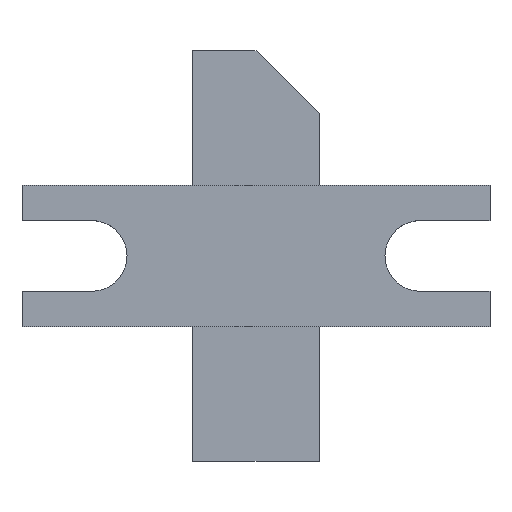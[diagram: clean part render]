
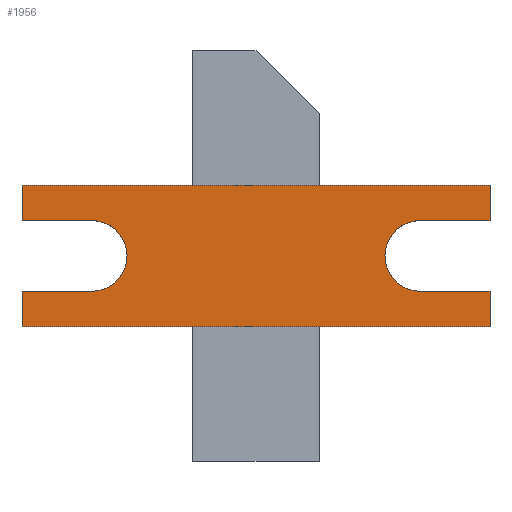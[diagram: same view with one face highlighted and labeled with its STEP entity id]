
A CAD part, top view. The second image highlights one B-rep face of the part: STEP entity #1956.
In plain terms, the highlighted planar face has unit normal (0, 0, 1).
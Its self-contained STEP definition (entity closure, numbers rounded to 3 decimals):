
#1956=ADVANCED_FACE('',(#3378),#3380,.T.);
#3378=FACE_BOUND('',#3379,.T.);
#3379=EDGE_LOOP('',(#4832,#4833,#4834,#4835,#4836,#4837,#4838,#4839,#4840,#4841,
#4842,#4843));
#3380=PLANE('',#3381);
#3381=AXIS2_PLACEMENT_3D('',#3382,#3383,#3384);
#3382=CARTESIAN_POINT('',(0.,0.,1.6));
#3383=DIRECTION('',(0.,0.,1.));
#3384=DIRECTION('',(-1.,0.,0.));
#4832=ORIENTED_EDGE('',*,*,#5404,.T.);
#4833=ORIENTED_EDGE('',*,*,#5402,.T.);
#4834=ORIENTED_EDGE('',*,*,#5424,.T.);
#4835=ORIENTED_EDGE('',*,*,#5422,.T.);
#4836=ORIENTED_EDGE('',*,*,#5420,.T.);
#4837=ORIENTED_EDGE('',*,*,#5418,.T.);
#4838=ORIENTED_EDGE('',*,*,#5416,.T.);
#4839=ORIENTED_EDGE('',*,*,#5414,.T.);
#4840=ORIENTED_EDGE('',*,*,#5412,.T.);
#4841=ORIENTED_EDGE('',*,*,#5410,.T.);
#4842=ORIENTED_EDGE('',*,*,#5408,.T.);
#4843=ORIENTED_EDGE('',*,*,#5406,.T.);
#5402=EDGE_CURVE('',#6356,#6354,#6357,.T.);
#5404=EDGE_CURVE('',#6359,#6356,#6360,.T.);
#5406=EDGE_CURVE('',#6362,#6359,#6363,.T.);
#5408=EDGE_CURVE('',#6365,#6362,#6366,.T.);
#5410=EDGE_CURVE('',#6368,#6365,#6369,.T.);
#5412=EDGE_CURVE('',#6371,#6368,#6372,.T.);
#5414=EDGE_CURVE('',#6374,#6371,#6375,.T.);
#5416=EDGE_CURVE('',#6377,#6374,#6378,.T.);
#5418=EDGE_CURVE('',#6380,#6377,#6381,.T.);
#5420=EDGE_CURVE('',#6383,#6380,#6384,.T.);
#5422=EDGE_CURVE('',#6386,#6383,#6387,.T.);
#5424=EDGE_CURVE('',#6354,#6386,#6389,.T.);
#6354=VERTEX_POINT('',#8465);
#6356=VERTEX_POINT('',#8469);
#6357=LINE('',#8470,#8471);
#6359=VERTEX_POINT('',#8476);
#6360=LINE('',#8477,#8478);
#6362=VERTEX_POINT('',#8483);
#6363=LINE('',#8484,#8485);
#6365=VERTEX_POINT('',#8490);
#6366=CIRCLE('',#8491,1.55);
#6368=VERTEX_POINT('',#8498);
#6369=LINE('',#8499,#8500);
#6371=VERTEX_POINT('',#8505);
#6372=LINE('',#8506,#8507);
#6374=VERTEX_POINT('',#8512);
#6375=LINE('',#8513,#8514);
#6377=VERTEX_POINT('',#8519);
#6378=LINE('',#8520,#8521);
#6380=VERTEX_POINT('',#8526);
#6381=LINE('',#8527,#8528);
#6383=VERTEX_POINT('',#8533);
#6384=CIRCLE('',#8534,1.55);
#6386=VERTEX_POINT('',#8541);
#6387=LINE('',#8542,#8543);
#6389=LINE('',#8548,#8549);
#8465=CARTESIAN_POINT('',(10.25,-3.1,1.6));
#8469=CARTESIAN_POINT('',(-10.25,-3.1,1.6));
#8470=CARTESIAN_POINT('',(-10.25,-3.1,1.6));
#8471=VECTOR('',#8472,1.);
#8472=DIRECTION('',(1.,0.,0.));
#8476=CARTESIAN_POINT('',(-10.25,-1.55,1.6));
#8477=CARTESIAN_POINT('',(-10.25,-1.55,1.6));
#8478=VECTOR('',#8479,1.);
#8479=DIRECTION('',(0.,-1.,0.));
#8483=CARTESIAN_POINT('',(-7.2,-1.55,1.6));
#8484=CARTESIAN_POINT('',(-7.2,-1.55,1.6));
#8485=VECTOR('',#8486,1.);
#8486=DIRECTION('',(-1.,0.,0.));
#8490=CARTESIAN_POINT('',(-7.2,1.55,1.6));
#8491=AXIS2_PLACEMENT_3D('',#8492,#8493,#8494);
#8492=CARTESIAN_POINT('',(-7.2,0.,1.6));
#8493=DIRECTION('',(0.,0.,-1.));
#8494=DIRECTION('',(0.,1.,0.));
#8498=CARTESIAN_POINT('',(-10.25,1.55,1.6));
#8499=CARTESIAN_POINT('',(-10.25,1.55,1.6));
#8500=VECTOR('',#8501,1.);
#8501=DIRECTION('',(1.,0.,0.));
#8505=CARTESIAN_POINT('',(-10.25,3.1,1.6));
#8506=CARTESIAN_POINT('',(-10.25,3.1,1.6));
#8507=VECTOR('',#8508,1.);
#8508=DIRECTION('',(0.,-1.,0.));
#8512=CARTESIAN_POINT('',(10.25,3.1,1.6));
#8513=CARTESIAN_POINT('',(10.25,3.1,1.6));
#8514=VECTOR('',#8515,1.);
#8515=DIRECTION('',(-1.,0.,0.));
#8519=CARTESIAN_POINT('',(10.25,1.55,1.6));
#8520=CARTESIAN_POINT('',(10.25,1.55,1.6));
#8521=VECTOR('',#8522,1.);
#8522=DIRECTION('',(0.,1.,0.));
#8526=CARTESIAN_POINT('',(7.2,1.55,1.6));
#8527=CARTESIAN_POINT('',(7.2,1.55,1.6));
#8528=VECTOR('',#8529,1.);
#8529=DIRECTION('',(1.,0.,0.));
#8533=CARTESIAN_POINT('',(7.2,-1.55,1.6));
#8534=AXIS2_PLACEMENT_3D('',#8535,#8536,#8537);
#8535=CARTESIAN_POINT('',(7.2,0.,1.6));
#8536=DIRECTION('',(0.,0.,-1.));
#8537=DIRECTION('',(0.,-1.,0.));
#8541=CARTESIAN_POINT('',(10.25,-1.55,1.6));
#8542=CARTESIAN_POINT('',(10.25,-1.55,1.6));
#8543=VECTOR('',#8544,1.);
#8544=DIRECTION('',(-1.,0.,0.));
#8548=CARTESIAN_POINT('',(10.25,-3.1,1.6));
#8549=VECTOR('',#8550,1.);
#8550=DIRECTION('',(0.,1.,0.));
